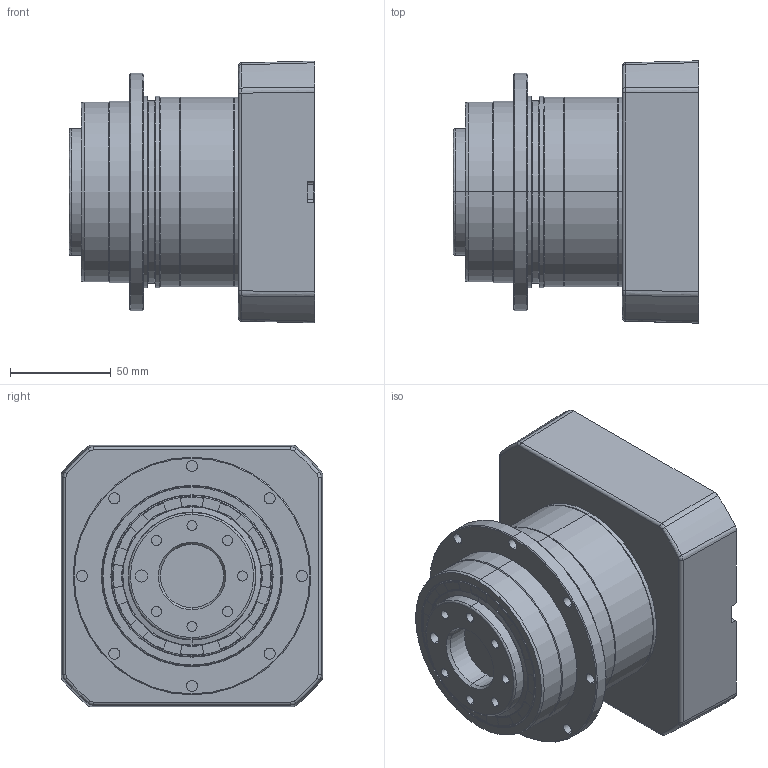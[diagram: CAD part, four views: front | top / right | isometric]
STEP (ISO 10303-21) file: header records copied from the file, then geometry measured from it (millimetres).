
FILE_DESCRIPTION (( 'STEP AP214' ), '1' );
FILE_NAME ('FAD090M1-L1-22-110-145-M8-59.STEP', '2020-12-18T06:50:27', ( '' ), ( '' ), 'SwSTEP 2.0', 'SolidWorks 2014', '' );
FILE_SCHEMA (( 'AUTOMOTIVE_DESIGN' ));
Length unit declared in the file: millimetre
Products named in the file (11): 输入轴锁紧环 26-52-14; 输入端壳体FAD090M1; 蚐猾63807_2; 13-FAD090M1-110; hexagon socket head cap screws gb_GB_FASTENER_SCREWS_HSHCS M6X10-N; hexagon socket head cap screws gb_GB_FASTENER_SCREWS_HSHCS M5X10-N; 怀堤俴陎殤FAD090-5D_2; 输出内齿圈壳体FAD090D-Z108_2; hex socket set screws with cone point gb_GB_FASTENER_SCREWS_HSCP M12X10-N_1-1; FAD090M1-L1-22-110-145-M8-59; 输入太阳齿轮FAB090-5M1-22
Assembly tree (15 placements, depth 2):
  FAD090M1-L1-22-110-145-M8-59
    输出内齿圈壳体FAD090D-Z108_2
    输入端壳体FAD090M1
    怀堤俴陎殤FAD090-5D_2
    蚐猾63807_2
    13-FAD090M1-110
    输入太阳齿轮FAB090-5M1-22
    输入轴锁紧环 26-52-14
    hexagon socket head cap screws gb_GB_FASTENER_SCREWS_HSHCS M6X10-N
    hexagon socket head cap screws gb_GB_FASTENER_SCREWS_HSHCS M5X10-N  x6
    hex socket set screws with cone point gb_GB_FASTENER_SCREWS_HSCP M12X10-N_1-1
Bounding box: 122 x 130 x 130 mm (x, y, z)
Volume: 802228.5 mm3; surface area: 203835.9 mm2
Topology: 15 solids, 15 shells, 1168 faces, 2670 edges, 1592 vertices
Faces by surface type: plane 328, bspline 309, cylinder 254, cone 198, torus 59, sphere 20
Entity records: 43572 total; most frequent: CARTESIAN_POINT 21394, ORIENTED_EDGE 4696, DIRECTION 4262, EDGE_CURVE 2348, AXIS2_PLACEMENT_3D 1754, VERTEX_POINT 1414, EDGE_LOOP 1182, FACE_OUTER_BOUND 1043
